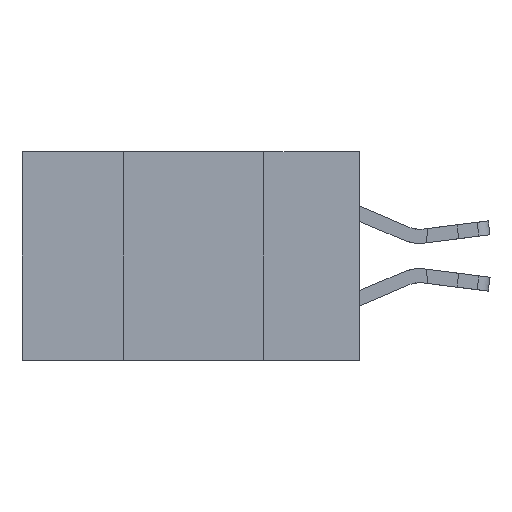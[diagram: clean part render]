
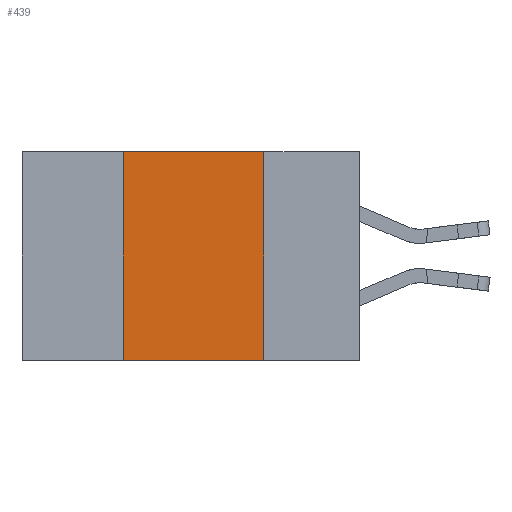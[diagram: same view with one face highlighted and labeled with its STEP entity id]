
A CAD part, left-side view. The second image highlights one B-rep face of the part: STEP entity #439.
In plain terms, the highlighted planar face has unit normal (-1, 0, 0).
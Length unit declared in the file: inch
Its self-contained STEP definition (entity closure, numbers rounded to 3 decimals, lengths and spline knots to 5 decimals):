
#196 = CARTESIAN_POINT ( 'NONE',  ( 0., 0.17, 0. ) ) ;
#427 = DIRECTION ( 'NONE',  ( 0., 0., -1. ) ) ;
#431 = ORIENTED_EDGE ( 'NONE', *, *, #12332, .F. ) ;
#439 = ADVANCED_FACE ( 'NONE', ( #4650 ), #4969, .F. ) ;
#1121 = ORIENTED_EDGE ( 'NONE', *, *, #14289, .F. ) ;
#1421 = VERTEX_POINT ( 'NONE', #10439 ) ;
#2368 = CARTESIAN_POINT ( 'NONE',  ( 0., 0.17, 0. ) ) ;
#2490 = DIRECTION ( 'NONE',  ( 0., -1., 0. ) ) ;
#3071 = LINE ( 'NONE', #2368, #18477 ) ;
#3367 = CARTESIAN_POINT ( 'NONE',  ( 0., 0.6, 0. ) ) ;
#3391 = EDGE_LOOP ( 'NONE', ( #431, #1121, #9728, #19311 ) ) ;
#4650 = FACE_OUTER_BOUND ( 'NONE', #3391, .T. ) ;
#4969 = PLANE ( 'NONE',  #9595 ) ;
#5453 = DIRECTION ( 'NONE',  ( 0., 0., 1. ) ) ;
#7525 = VERTEX_POINT ( 'NONE', #12675 ) ;
#7991 = EDGE_CURVE ( 'NONE', #1421, #14900, #21942, .T. ) ;
#8101 = LINE ( 'NONE', #14584, #21631 ) ;
#9518 = VERTEX_POINT ( 'NONE', #196 ) ;
#9595 = AXIS2_PLACEMENT_3D ( 'NONE', #3367, #18913, #427 ) ;
#9728 = ORIENTED_EDGE ( 'NONE', *, *, #20159, .F. ) ;
#9748 = VECTOR ( 'NONE', #12564, 39.37008 ) ;
#10439 = CARTESIAN_POINT ( 'NONE',  ( 0., 0.42, -0.37 ) ) ;
#10507 = CARTESIAN_POINT ( 'NONE',  ( 0., 0.42, 0. ) ) ;
#11237 = VECTOR ( 'NONE', #5453, 39.37008 ) ;
#12332 = EDGE_CURVE ( 'NONE', #9518, #14900, #3071, .T. ) ;
#12564 = DIRECTION ( 'NONE',  ( 0., -1., 0. ) ) ;
#12675 = CARTESIAN_POINT ( 'NONE',  ( 0., 0.42, 0. ) ) ;
#14289 = EDGE_CURVE ( 'NONE', #7525, #9518, #8101, .T. ) ;
#14584 = CARTESIAN_POINT ( 'NONE',  ( 0., 0.6, 0. ) ) ;
#14900 = VERTEX_POINT ( 'NONE', #18037 ) ;
#17683 = DIRECTION ( 'NONE',  ( 0., 0., -1. ) ) ;
#18037 = CARTESIAN_POINT ( 'NONE',  ( 0., 0.17, -0.37 ) ) ;
#18477 = VECTOR ( 'NONE', #17683, 39.37008 ) ;
#18913 = DIRECTION ( 'NONE',  ( 1., 0., 0. ) ) ;
#19311 = ORIENTED_EDGE ( 'NONE', *, *, #7991, .T. ) ;
#20159 = EDGE_CURVE ( 'NONE', #1421, #7525, #22072, .T. ) ;
#21100 = CARTESIAN_POINT ( 'NONE',  ( 0., 0.6, -0.37 ) ) ;
#21631 = VECTOR ( 'NONE', #2490, 39.37008 ) ;
#21942 = LINE ( 'NONE', #21100, #9748 ) ;
#22072 = LINE ( 'NONE', #10507, #11237 ) ;
